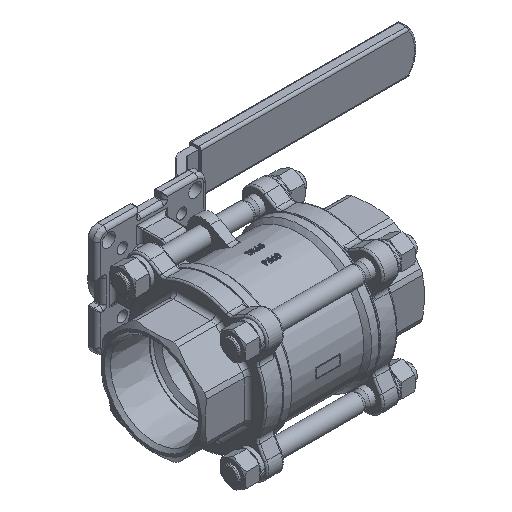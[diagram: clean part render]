
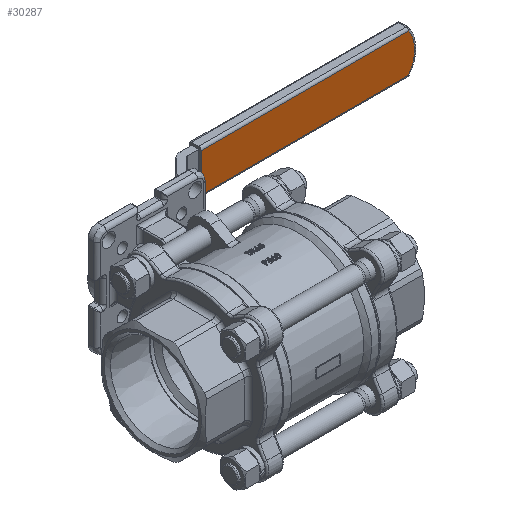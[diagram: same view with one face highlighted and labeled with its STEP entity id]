
A CAD part, isometric view. The second image highlights one B-rep face of the part: STEP entity #30287.
In plain terms, the highlighted planar face has unit normal (0, -1, 0).
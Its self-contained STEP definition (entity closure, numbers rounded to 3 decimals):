
#882 = CARTESIAN_POINT ( 'NONE',  ( 267.011, 138.358, 6.128 ) ) ;
#929 = CARTESIAN_POINT ( 'NONE',  ( 238., 138.358, -16. ) ) ;
#2442 = DIRECTION ( 'NONE',  ( 0., 0., -1. ) ) ;
#3297 = ORIENTED_EDGE ( 'NONE', *, *, #65393, .T. ) ;
#3790 = VECTOR ( 'NONE', #2442, 1000. ) ;
#4072 = ORIENTED_EDGE ( 'NONE', *, *, #52879, .F. ) ;
#4125 = CARTESIAN_POINT ( 'NONE',  ( 87., 138.358, 16. ) ) ;
#7315 = CARTESIAN_POINT ( 'NONE',  ( 87., 138.358, -18. ) ) ;
#8978 = CARTESIAN_POINT ( 'NONE',  ( 259.749, 138.358, 16. ) ) ;
#11694 = VERTEX_POINT ( 'NONE', #4125 ) ;
#11921 = DIRECTION ( 'NONE',  ( 0., 0., 1. ) ) ;
#14824 = EDGE_CURVE ( 'NONE', #11694, #23115, #23949, .T. ) ;
#17475 = CARTESIAN_POINT ( 'NONE',  ( 267.011, 138.358, -6.128 ) ) ;
#19082 = AXIS2_PLACEMENT_3D ( 'NONE', #59756, #44009, #11921 ) ;
#22068 = VECTOR ( 'NONE', #38801, 1000. ) ;
#23115 = VERTEX_POINT ( 'NONE', #8978 ) ;
#23949 = LINE ( 'NONE', #48201, #34839 ) ;
#30287 = ADVANCED_FACE ( 'NONE', ( #63461 ), #65402, .F. ) ;
#32041 = VERTEX_POINT ( 'NONE', #66995 ) ;
#34839 = VECTOR ( 'NONE', #47799, 1000. ) ;
#38801 = DIRECTION ( 'NONE',  ( -1., 0., 0. ) ) ;
#39848 = ORIENTED_EDGE ( 'NONE', *, *, #49392, .F. ) ;
#41424 = EDGE_LOOP ( 'NONE', ( #50048, #3297, #39848, #4072 ) ) ;
#44009 = DIRECTION ( 'NONE',  ( 0., 1., 0. ) ) ;
#46046 = CARTESIAN_POINT ( 'NONE',  ( 87., 138.358, -16. ) ) ;
#47799 = DIRECTION ( 'NONE',  ( 1., 0., 0. ) ) ;
#48201 = CARTESIAN_POINT ( 'NONE',  ( 238., 138.358, 16. ) ) ;
#49392 = EDGE_CURVE ( 'NONE', #32041, #60390, #63129, .T. ) ;
#50048 = ORIENTED_EDGE ( 'NONE', *, *, #14824, .F. ) ;
#52879 = EDGE_CURVE ( 'NONE', #23115, #32041, #69694, .T. ) ;
#54131 = CARTESIAN_POINT ( 'NONE',  ( 259.749, 138.358, 16. ) ) ;
#54870 = CARTESIAN_POINT ( 'NONE',  ( 259.749, 138.358, -16. ) ) ;
#59756 = CARTESIAN_POINT ( 'NONE',  ( 238., 138.358, 0. ) ) ;
#60390 = VERTEX_POINT ( 'NONE', #46046 ) ;
#61043 = LINE ( 'NONE', #7315, #3790 ) ;
#63129 = LINE ( 'NONE', #929, #22068 ) ;
#63461 = FACE_OUTER_BOUND ( 'NONE', #41424, .T. ) ;
#65393 = EDGE_CURVE ( 'NONE', #11694, #60390, #61043, .T. ) ;
#65402 = PLANE ( 'NONE',  #19082 ) ;
#66995 = CARTESIAN_POINT ( 'NONE',  ( 259.749, 138.358, -16. ) ) ;
#69694 =( BOUNDED_CURVE ( )  B_SPLINE_CURVE ( 3, ( #54131, #882, #17475, #54870 ),
 .UNSPECIFIED., .F., .F. ) 
 B_SPLINE_CURVE_WITH_KNOTS ( ( 4, 4 ),
 ( 0., 1. ),
 .UNSPECIFIED. ) 
 CURVE ( )  GEOMETRIC_REPRESENTATION_ITEM ( )  RATIONAL_B_SPLINE_CURVE ( ( 1., 0.87, 0.87, 1. ) ) 
 REPRESENTATION_ITEM ( '' )  );
